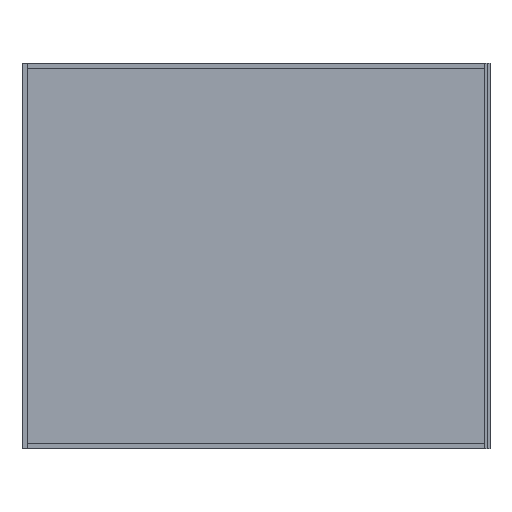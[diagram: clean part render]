
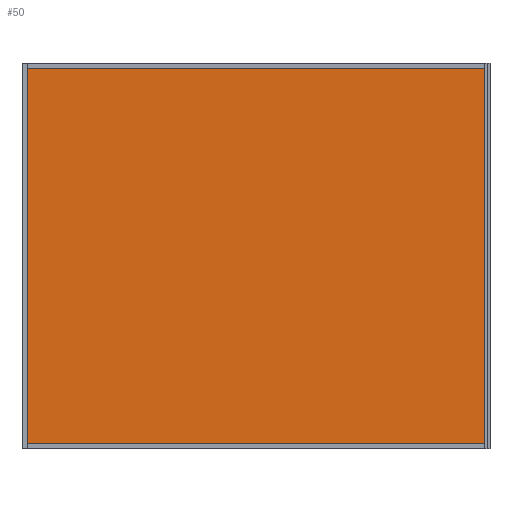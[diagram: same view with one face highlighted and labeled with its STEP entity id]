
A CAD part, left-side view. The second image highlights one B-rep face of the part: STEP entity #50.
In plain terms, the highlighted planar face has unit normal (-1, 0, 0).
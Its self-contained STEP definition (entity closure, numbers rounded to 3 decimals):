
#50=ADVANCED_FACE('',(#98),#642,.T.);
#98=FACE_OUTER_BOUND('',#146,.T.);
#146=EDGE_LOOP('',(#200,#201,#202,#203));
#200=ORIENTED_EDGE('',*,*,#393,.T.);
#201=ORIENTED_EDGE('',*,*,#394,.T.);
#202=ORIENTED_EDGE('',*,*,#390,.F.);
#203=ORIENTED_EDGE('',*,*,#395,.F.);
#390=EDGE_CURVE('',#581,#580,#486,.T.);
#393=EDGE_CURVE('',#582,#583,#489,.T.);
#394=EDGE_CURVE('',#583,#580,#490,.T.);
#395=EDGE_CURVE('',#582,#581,#491,.T.);
#486=B_SPLINE_CURVE_WITH_KNOTS('',1,(#800,#801),.UNSPECIFIED.,.F.,.F.,(2,
2),(0.,1000.),.UNSPECIFIED.);
#489=B_SPLINE_CURVE_WITH_KNOTS('',1,(#806,#807),.UNSPECIFIED.,.F.,.F.,(2,
2),(0.,1000.),.UNSPECIFIED.);
#490=B_SPLINE_CURVE_WITH_KNOTS('',1,(#808,#809),.UNSPECIFIED.,.F.,.F.,(2,
2),(10.554,731.765),.UNSPECIFIED.);
#491=B_SPLINE_CURVE_WITH_KNOTS('',1,(#810,#811),.UNSPECIFIED.,.F.,.F.,(2,
2),(12.,832.),.UNSPECIFIED.);
#580=VERTEX_POINT('',#784);
#581=VERTEX_POINT('',#785);
#582=VERTEX_POINT('',#786);
#583=VERTEX_POINT('',#787);
#642=PLANE('',#698);
#698=AXIS2_PLACEMENT_3D('',#776,#737,$);
#737=DIRECTION('',(-1.,0.,0.));
#776=CARTESIAN_POINT('',(-837.,712.,-269.));
#784=CARTESIAN_POINT('',(-837.,-300.,563.));
#785=CARTESIAN_POINT('',(-837.,700.,563.));
#786=CARTESIAN_POINT('',(-837.,700.,-257.));
#787=CARTESIAN_POINT('',(-837.,-300.,-257.));
#800=CARTESIAN_POINT('',(-837.,700.,563.));
#801=CARTESIAN_POINT('',(-837.,-300.,563.));
#806=CARTESIAN_POINT('',(-837.,700.,-257.));
#807=CARTESIAN_POINT('',(-837.,-300.,-257.));
#808=CARTESIAN_POINT('',(-837.,-300.,-257.));
#809=CARTESIAN_POINT('',(-837.,-300.,563.));
#810=CARTESIAN_POINT('',(-837.,700.,-257.));
#811=CARTESIAN_POINT('',(-837.,700.,563.));
